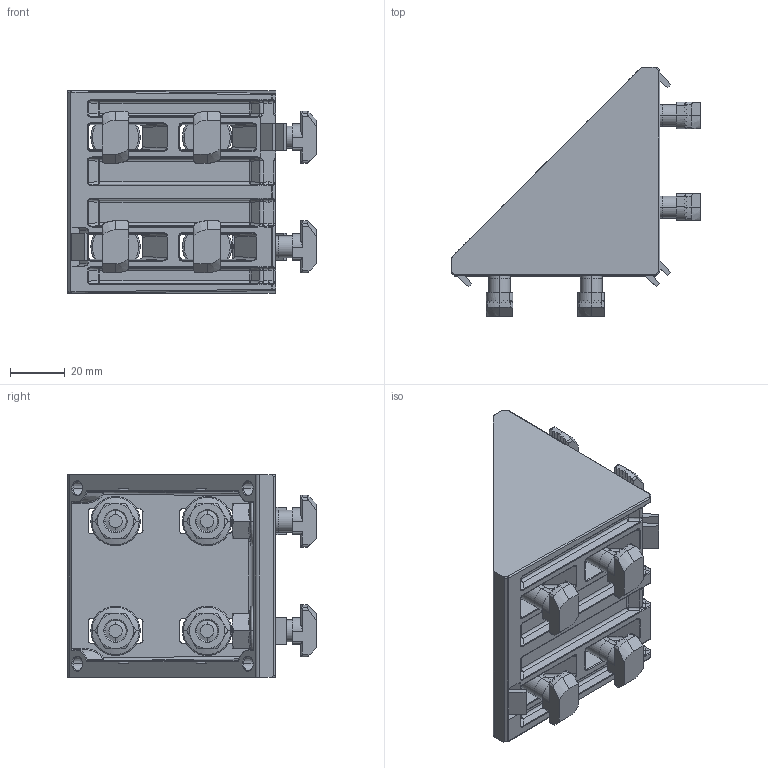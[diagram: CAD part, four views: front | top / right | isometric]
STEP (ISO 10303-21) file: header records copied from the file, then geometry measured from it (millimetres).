
FILE_DESCRIPTION((''),'2;1');
FILE_NAME('11087_KOTNIK_80_KPL_ASM','2022-09-16T13:34:02',('PredragRovcanin'),('Audax d.o.o.'),'CREO PARAMETRIC BY PTC INC, 2020281','CREO PARAMETRIC BY PTC INC, 2020281','');
FILE_SCHEMA(('AUTOMOTIVE_DESIGN { 1 0 10303 214 1 1 1 1 }'));
Length unit declared in the file: millimetre
Products named in the file (4): 11087_KOTNIK_80; VIJAK_KLAD_GL_M8X25; 11052_MATICA_PRIROBNICA_M8; 11087_KOTNIK_80_KPL_ASM
Assembly tree (17 placements, depth 2):
  11087_KOTNIK_80_KPL_ASM
    11087_KOTNIK_80
    VIJAK_KLAD_GL_M8X25  x8
    11052_MATICA_PRIROBNICA_M8  x8
Bounding box: 90.8 x 90.8 x 74 mm (x, y, z)
Volume: 107010.1 mm3; surface area: 58904 mm2
Topology: 17 solids, 33 shells, 1350 faces, 3440 edges, 2152 vertices
Faces by surface type: plane 536, cylinder 419, bspline 195, cone 140, sphere 40, torus 20
Entity records: 38736 total; most frequent: CARTESIAN_POINT 15499, ORIENTED_EDGE 3714, DIRECTION 2935, PRESENTATION_STYLE_ASSIGNMENT 1886, STYLED_ITEM 1886, CURVE_STYLE 1881, EDGE_CURVE 1861, VERTEX_POINT 1098
